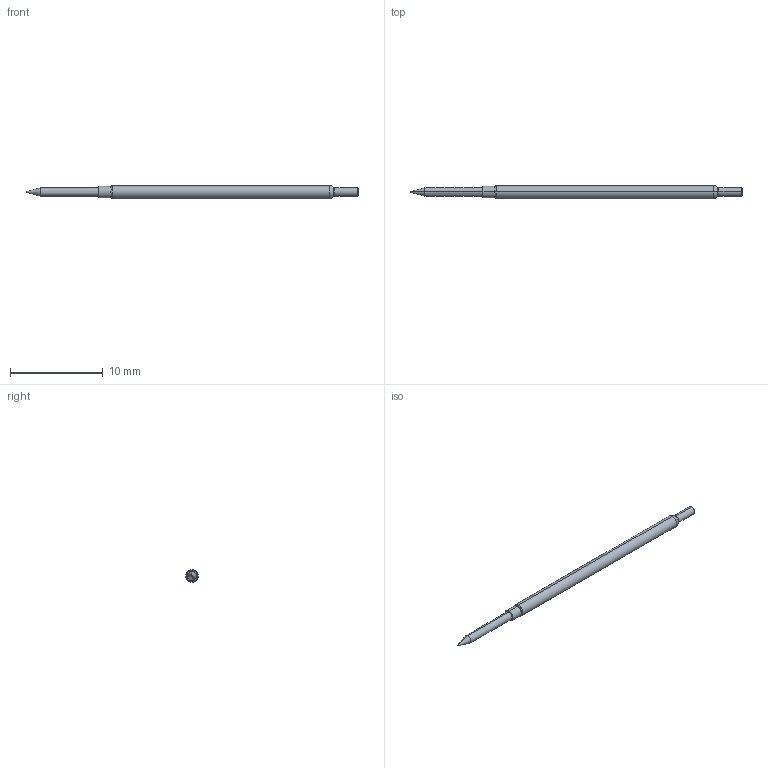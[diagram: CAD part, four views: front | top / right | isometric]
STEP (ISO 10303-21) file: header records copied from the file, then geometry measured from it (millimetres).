
FILE_DESCRIPTION (( 'STEP AP214' ), '1' );
FILE_NAME ('X75-PRP2541_-_.STEP', '2016-04-12T15:05:36', ( 'spare' ), ( '' ), 'SwSTEP 2.0', 'SolidWorks 2016', '' );
FILE_SCHEMA (( 'AUTOMOTIVE_DESIGN' ));
Length unit declared in the file: inch
Products named in the file (1): X75-PRP2541_-_
Bounding box: 35.81 x 1.37 x 1.37 mm (x, y, z)
Volume: 43.1 mm3; surface area: 137.8 mm2
Topology: 1 solids, 1 shells, 25 faces, 48 edges, 26 vertices
Faces by surface type: cone 8, torus 8, cylinder 6, plane 3
Entity records: 997 total; most frequent: DIRECTION 134, CARTESIAN_POINT 100, ORIENTED_EDGE 96, AXIS2_PLACEMENT_3D 60, EDGE_CURVE 48, CIRCLE 34, LENGTH_MEASURE_WITH_UNIT 28, DIMENSIONAL_EXPONENTS 28
